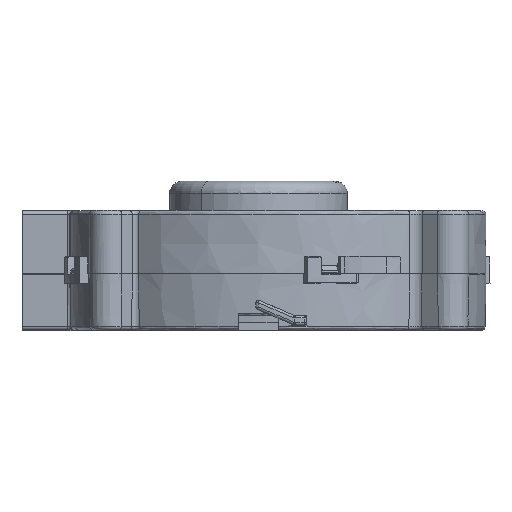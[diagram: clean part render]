
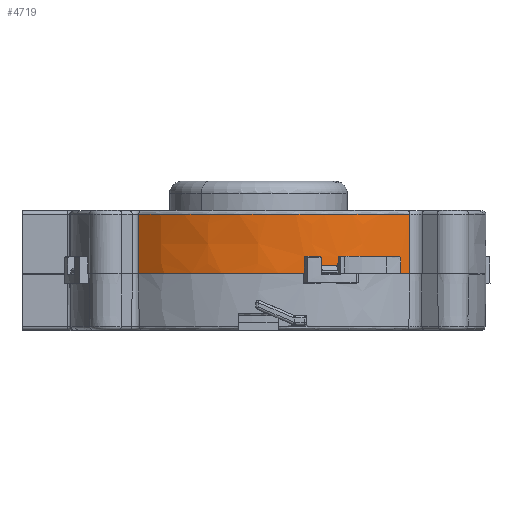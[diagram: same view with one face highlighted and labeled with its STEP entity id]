
A CAD part, top view. The second image highlights one B-rep face of the part: STEP entity #4719.
In plain terms, the highlighted face is a extrusion surface.
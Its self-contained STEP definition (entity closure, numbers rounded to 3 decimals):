
#27=CARTESIAN_POINT('',(21.516,-17.09,37.667));
#28=CARTESIAN_POINT('',(25.112,-17.09,36.092));
#29=CARTESIAN_POINT('',(28.491,-17.09,33.991));
#30=CARTESIAN_POINT('',(31.531,-17.09,31.472));
#657=CARTESIAN_POINT('',(12.529,-15.49,40.456));
#658=CARTESIAN_POINT('',(13.889,-15.49,40.19));
#659=CARTESIAN_POINT('',(15.235,-15.49,39.862));
#660=CARTESIAN_POINT('',(16.561,-15.49,39.471));
#901=CARTESIAN_POINT('',(31.531,-4.8,31.472));
#902=CARTESIAN_POINT('',(30.734,-4.8,32.132));
#903=CARTESIAN_POINT('',(29.057,-4.8,33.424));
#904=CARTESIAN_POINT('',(26.374,-4.8,35.191));
#905=CARTESIAN_POINT('',(23.522,-4.8,36.771));
#906=CARTESIAN_POINT('',(20.606,-4.8,38.096));
#907=CARTESIAN_POINT('',(17.712,-4.8,39.15));
#908=CARTESIAN_POINT('',(14.864,-4.8,39.967));
#909=CARTESIAN_POINT('',(11.996,-4.8,40.589));
#910=CARTESIAN_POINT('',(9.014,-4.8,41.036));
#911=CARTESIAN_POINT('',(5.876,-4.8,41.298));
#912=CARTESIAN_POINT('',(2.618,-4.8,41.351));
#913=CARTESIAN_POINT('',(-0.639,-4.8,41.186));
#914=CARTESIAN_POINT('',(-3.755,-4.8,40.824));
#915=CARTESIAN_POINT('',(-6.638,-4.8,40.304));
#916=CARTESIAN_POINT('',(-9.258,-4.8,39.669));
#917=CARTESIAN_POINT('',(-11.634,-4.8,38.949));
#918=CARTESIAN_POINT('',(-13.796,-4.8,38.165));
#919=CARTESIAN_POINT('',(-15.772,-4.8,37.333));
#920=CARTESIAN_POINT('',(-17.575,-4.8,36.467));
#921=CARTESIAN_POINT('',(-19.212,-4.8,35.583));
#922=CARTESIAN_POINT('',(-20.684,-4.8,34.702));
#923=CARTESIAN_POINT('',(-21.993,-4.8,33.843));
#924=CARTESIAN_POINT('',(-23.144,-4.8,33.026));
#925=CARTESIAN_POINT('',(-24.1,-4.8,32.299));
#926=CARTESIAN_POINT('',(-24.669,-4.8,31.841));
#927=CARTESIAN_POINT('',(-24.91,-4.8,31.643));
#1012=DIRECTION('',(0.,-1.,0.));
#1013=VECTOR('',#1012,12.29);
#1014=CARTESIAN_POINT('',(31.531,-4.8,31.472));
#1015=LINE('',#1014,#1013);
#1016=DIRECTION('',(0.,1.,0.));
#1017=VECTOR('',#1016,1.);
#1018=CARTESIAN_POINT('',(21.516,-17.09,37.667));
#1019=LINE('',#1018,#1017);
#1020=DIRECTION('',(0.,1.,0.));
#1021=VECTOR('',#1020,2.);
#1022=CARTESIAN_POINT('',(20.987,-16.09,37.894));
#1023=LINE('',#1022,#1021);
#1024=CARTESIAN_POINT('',(20.987,-14.09,37.894));
#1025=CARTESIAN_POINT('',(20.903,-14.018,37.929));
#1026=CARTESIAN_POINT('',(20.746,-13.882,37.995));
#1027=CARTESIAN_POINT('',(20.508,-13.718,38.092));
#1028=CARTESIAN_POINT('',(20.35,-13.648,38.156));
#1029=CARTESIAN_POINT('',(20.274,-13.625,38.186));
#1031=CARTESIAN_POINT('',(20.274,-13.625,38.186));
#1032=CARTESIAN_POINT('',(20.248,-13.617,38.197));
#1033=CARTESIAN_POINT('',(20.196,-13.604,38.217));
#1034=CARTESIAN_POINT('',(20.119,-13.592,38.248));
#1035=CARTESIAN_POINT('',(20.07,-13.59,38.267));
#1036=CARTESIAN_POINT('',(20.046,-13.59,38.276));
#1038=CARTESIAN_POINT('',(16.625,-13.59,39.452));
#1039=CARTESIAN_POINT('',(16.604,-14.223,39.458));
#1040=CARTESIAN_POINT('',(16.583,-14.857,39.464));
#1041=CARTESIAN_POINT('',(16.561,-15.49,39.471));
#1043=CARTESIAN_POINT('',(12.529,-15.49,40.456));
#1044=CARTESIAN_POINT('',(12.507,-14.857,40.46));
#1045=CARTESIAN_POINT('',(12.485,-14.223,40.464));
#1046=CARTESIAN_POINT('',(12.463,-13.59,40.468));
#1048=DIRECTION('',(0.,-1.,0.));
#1049=VECTOR('',#1048,3.5);
#1050=CARTESIAN_POINT('',(9.578,-13.59,40.933));
#1051=LINE('',#1050,#1049);
#1052=DIRECTION('',(0.,1.,0.));
#1053=VECTOR('',#1052,12.29);
#1054=CARTESIAN_POINT('',(-24.91,-17.09,31.643));
#1055=LINE('',#1054,#1053);
#1056=CARTESIAN_POINT('',(20.987,-16.09,37.894));
#1057=CARTESIAN_POINT('',(21.164,-16.09,37.819));
#1058=CARTESIAN_POINT('',(21.34,-16.09,37.744));
#1059=CARTESIAN_POINT('',(21.516,-16.09,37.667));
#1157=CARTESIAN_POINT('',(16.625,-13.59,39.452));
#1158=CARTESIAN_POINT('',(17.782,-13.59,39.108));
#1159=CARTESIAN_POINT('',(18.923,-13.59,38.717));
#1160=CARTESIAN_POINT('',(20.046,-13.59,38.276));
#1461=CARTESIAN_POINT('',(-24.91,-17.09,31.643));
#1462=CARTESIAN_POINT('',(-23.42,-17.09,32.869));
#1463=CARTESIAN_POINT('',(-16.031,-17.09,38.122));
#1464=CARTESIAN_POINT('',(-3.976,-17.09,41.61));
#1465=CARTESIAN_POINT('',(6.411,-17.09,41.341));
#1466=CARTESIAN_POINT('',(9.578,-17.09,40.933));
#1783=CARTESIAN_POINT('',(9.578,-13.59,40.933));
#1784=CARTESIAN_POINT('',(10.545,-13.59,40.809));
#1785=CARTESIAN_POINT('',(11.507,-13.59,40.654));
#1786=CARTESIAN_POINT('',(12.463,-13.59,40.468));
#3023=CARTESIAN_POINT('',(12.529,-15.49,40.456));
#3024=VERTEX_POINT('',#3023);
#3025=VERTEX_POINT('',#660);
#3077=CARTESIAN_POINT('',(9.578,-17.09,40.933));
#3079=VERTEX_POINT('',#3077);
#3091=CARTESIAN_POINT('',(-24.91,-17.09,31.643));
#3092=VERTEX_POINT('',#3091);
#3103=CARTESIAN_POINT('',(9.578,-13.59,40.933));
#3104=VERTEX_POINT('',#3103);
#3107=VERTEX_POINT('',#1046);
#3115=VERTEX_POINT('',#901);
#3116=VERTEX_POINT('',#927);
#3117=CARTESIAN_POINT('',(31.531,-17.09,31.472));
#3118=VERTEX_POINT('',#3117);
#3119=VERTEX_POINT('',#27);
#3120=CARTESIAN_POINT('',(21.516,-16.09,37.667));
#3121=VERTEX_POINT('',#3120);
#3122=VERTEX_POINT('',#1056);
#3123=CARTESIAN_POINT('',(20.987,-14.09,37.894));
#3124=VERTEX_POINT('',#3123);
#3125=VERTEX_POINT('',#1029);
#3126=VERTEX_POINT('',#1036);
#3127=VERTEX_POINT('',#1157);
#4676=CARTESIAN_POINT('',(31.997,-4.,31.08));
#4677=CARTESIAN_POINT('',(31.842,-4.,31.212));
#4678=CARTESIAN_POINT('',(28.716,-4.,33.84));
#4679=CARTESIAN_POINT('',(18.876,-4.,39.99));
#4680=CARTESIAN_POINT('',(0.177,-4.,42.812));
#4681=CARTESIAN_POINT('',(-16.031,-4.,38.122));
#4682=CARTESIAN_POINT('',(-23.585,-4.,32.752));
#4683=CARTESIAN_POINT('',(-25.223,-4.,31.384));
#4684=CARTESIAN_POINT('',(-25.378,-4.,31.252));
#4686=DIRECTION('',(0.,1.,0.));
#4687=VECTOR('',#4686,1.);
#4688=SURFACE_OF_LINEAR_EXTRUSION('',#4685,#4687);
#4689=ORIENTED_EDGE('',*,*,#4528,.F.);
#4690=ORIENTED_EDGE('',*,*,#4671,.T.);
#4691=ORIENTED_EDGE('',*,*,#3562,.F.);
#4693=ORIENTED_EDGE('',*,*,#4692,.T.);
#4695=ORIENTED_EDGE('',*,*,#4694,.F.);
#4697=ORIENTED_EDGE('',*,*,#4696,.T.);
#4699=ORIENTED_EDGE('',*,*,#4698,.T.);
#4701=ORIENTED_EDGE('',*,*,#4700,.T.);
#4703=ORIENTED_EDGE('',*,*,#4702,.F.);
#4705=ORIENTED_EDGE('',*,*,#4704,.T.);
#4706=ORIENTED_EDGE('',*,*,#4121,.F.);
#4708=ORIENTED_EDGE('',*,*,#4707,.T.);
#4710=ORIENTED_EDGE('',*,*,#4709,.F.);
#4712=ORIENTED_EDGE('',*,*,#4711,.T.);
#4714=ORIENTED_EDGE('',*,*,#4713,.F.);
#4716=ORIENTED_EDGE('',*,*,#4715,.T.);
#4717=EDGE_LOOP('',(#4689,#4690,#4691,#4693,#4695,#4697,#4699,#4701,#4703,#4705,
#4706,#4708,#4710,#4712,#4714,#4716));
#4718=FACE_OUTER_BOUND('',#4717,.F.);
#4719=ADVANCED_FACE('',(#4718),#4688,.F.);
#31=B_SPLINE_CURVE_WITH_KNOTS('',3,(#27,#28,#29,#30),.UNSPECIFIED.,.F.,.F.,(4,
4),(0.,1.),.UNSPECIFIED.);
#661=B_SPLINE_CURVE_WITH_KNOTS('',3,(#657,#658,#659,#660),.UNSPECIFIED.,.F.,.F.,
(4,4),(0.,1.),.UNSPECIFIED.);
#928=B_SPLINE_CURVE_WITH_KNOTS('',3,(#901,#902,#903,#904,#905,#906,#907,#908,
#909,#910,#911,#912,#913,#914,#915,#916,#917,#918,#919,#920,#921,#922,#923,#924,
#925,#926,#927),.UNSPECIFIED.,.F.,.F.,(4,1,1,1,1,1,1,1,1,1,1,1,1,1,1,1,1,1,1,1,
1,1,1,1,4),(0.,0.051,0.104,0.158,
0.211,0.261,0.309,0.357,
0.406,0.458,0.512,0.566,
0.618,0.667,0.711,0.751,
0.789,0.824,0.857,0.887,
0.915,0.941,0.964,0.985,1.),
.UNSPECIFIED.);
#1030=B_SPLINE_CURVE_WITH_KNOTS('',3,(#1024,#1025,#1026,#1027,#1028,#1029),
.UNSPECIFIED.,.F.,.F.,(4,1,1,4),(0.,0.333,0.667,1.),
.UNSPECIFIED.);
#1037=B_SPLINE_CURVE_WITH_KNOTS('',3,(#1031,#1032,#1033,#1034,#1035,#1036),
.UNSPECIFIED.,.F.,.F.,(4,1,1,4),(0.,0.333,0.667,1.),
.UNSPECIFIED.);
#1042=B_SPLINE_CURVE_WITH_KNOTS('',3,(#1038,#1039,#1040,#1041),.UNSPECIFIED.,
.F.,.F.,(4,4),(0.,1.),.UNSPECIFIED.);
#1047=B_SPLINE_CURVE_WITH_KNOTS('',3,(#1043,#1044,#1045,#1046),.UNSPECIFIED.,
.F.,.F.,(4,4),(0.,1.),.UNSPECIFIED.);
#1060=B_SPLINE_CURVE_WITH_KNOTS('',3,(#1056,#1057,#1058,#1059),.UNSPECIFIED.,
.F.,.F.,(4,4),(0.,1.),.UNSPECIFIED.);
#1161=B_SPLINE_CURVE_WITH_KNOTS('',3,(#1157,#1158,#1159,#1160),.UNSPECIFIED.,
.F.,.F.,(4,4),(0.,1.),.UNSPECIFIED.);
#1467=B_SPLINE_CURVE_WITH_KNOTS('',3,(#1461,#1462,#1463,#1464,#1465,#1466),
.UNSPECIFIED.,.F.,.F.,(4,1,1,4),(0.,0.158,0.739,1.),
.UNSPECIFIED.);
#1787=B_SPLINE_CURVE_WITH_KNOTS('',3,(#1783,#1784,#1785,#1786),.UNSPECIFIED.,
.F.,.F.,(4,4),(0.,1.),.UNSPECIFIED.);
#3562=EDGE_CURVE('',#3119,#3118,#31,.T.);
#4121=EDGE_CURVE('',#3024,#3025,#661,.T.);
#4528=EDGE_CURVE('',#3115,#3116,#928,.T.);
#4671=EDGE_CURVE('',#3115,#3118,#1015,.T.);
#4685=B_SPLINE_CURVE_WITH_KNOTS('',3,(#4676,#4677,#4678,#4679,#4680,#4681,#4682,
#4683,#4684),.UNSPECIFIED.,.F.,.F.,(4,1,1,1,1,1,4),(0.,0.01,
0.196,0.554,0.897,0.99,1.),
.UNSPECIFIED.);
#4692=EDGE_CURVE('',#3119,#3121,#1019,.T.);
#4694=EDGE_CURVE('',#3122,#3121,#1060,.T.);
#4696=EDGE_CURVE('',#3122,#3124,#1023,.T.);
#4698=EDGE_CURVE('',#3124,#3125,#1030,.T.);
#4700=EDGE_CURVE('',#3125,#3126,#1037,.T.);
#4702=EDGE_CURVE('',#3127,#3126,#1161,.T.);
#4704=EDGE_CURVE('',#3127,#3025,#1042,.T.);
#4707=EDGE_CURVE('',#3024,#3107,#1047,.T.);
#4709=EDGE_CURVE('',#3104,#3107,#1787,.T.);
#4711=EDGE_CURVE('',#3104,#3079,#1051,.T.);
#4713=EDGE_CURVE('',#3092,#3079,#1467,.T.);
#4715=EDGE_CURVE('',#3092,#3116,#1055,.T.);
